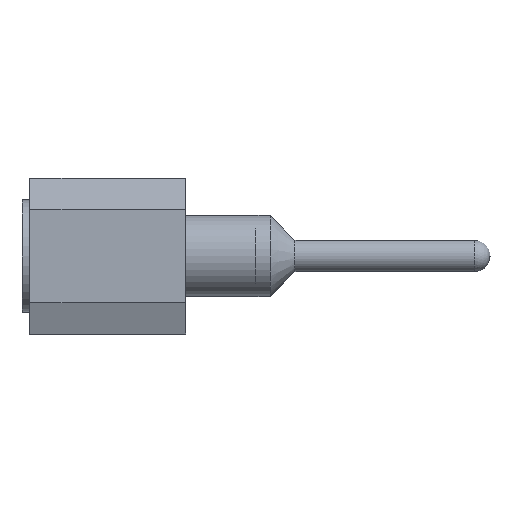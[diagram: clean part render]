
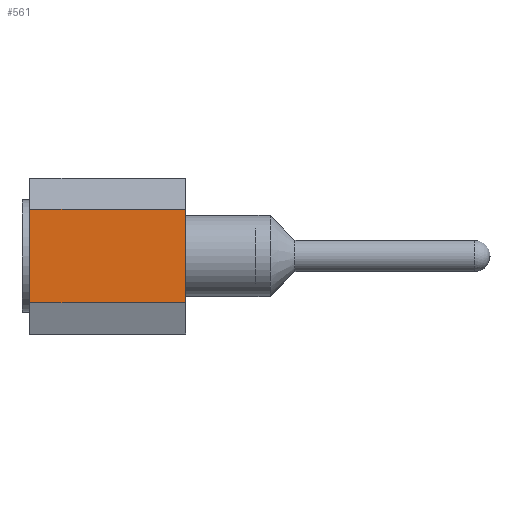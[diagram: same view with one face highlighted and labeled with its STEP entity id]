
A CAD part, left-side view. The second image highlights one B-rep face of the part: STEP entity #561.
In plain terms, the highlighted planar face has unit normal (-1, 0, 0).
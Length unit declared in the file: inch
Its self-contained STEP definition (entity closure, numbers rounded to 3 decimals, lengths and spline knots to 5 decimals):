
#561 = ADVANCED_FACE( '', ( #1173 ), #1174, .F. );
#1173 = FACE_OUTER_BOUND( '', #2031, .T. );
#1174 = PLANE( '', #2032 );
#2031 = EDGE_LOOP( '', ( #2980, #2981, #2982, #2983 ) );
#2032 = AXIS2_PLACEMENT_3D( '', #2984, #2985, #2986 );
#2980 = ORIENTED_EDGE( '', *, *, #4945, .T. );
#2981 = ORIENTED_EDGE( '', *, *, #4946, .T. );
#2982 = ORIENTED_EDGE( '', *, *, #4907, .F. );
#2983 = ORIENTED_EDGE( '', *, *, #4947, .F. );
#2984 = CARTESIAN_POINT( '', ( 0., 0.07, -0.05 ) );
#2985 = DIRECTION( '', ( 1., 0., 0. ) );
#2986 = DIRECTION( '', ( 0., 0., -1. ) );
#4907 = EDGE_CURVE( '', #5748, #5744, #5750, .T. );
#4945 = EDGE_CURVE( '', #5814, #5815, #5816, .T. );
#4946 = EDGE_CURVE( '', #5815, #5744, #5817, .T. );
#4947 = EDGE_CURVE( '', #5814, #5748, #5818, .T. );
#5744 = VERTEX_POINT( '', #6975 );
#5748 = VERTEX_POINT( '', #6981 );
#5750 = LINE( '', #6984, #6985 );
#5814 = VERTEX_POINT( '', #7068 );
#5815 = VERTEX_POINT( '', #7069 );
#5816 = LINE( '', #7070, #7071 );
#5817 = LINE( '', #7072, #7073 );
#5818 = LINE( '', #7074, #7075 );
#6975 = CARTESIAN_POINT( '', ( 0., 0., 0.03 ) );
#6981 = CARTESIAN_POINT( '', ( 0., 0.1, 0.03 ) );
#6984 = CARTESIAN_POINT( '', ( 0., 0.1, 0.03 ) );
#6985 = VECTOR( '', #8511, 39.37008 );
#7068 = CARTESIAN_POINT( '', ( 0., 0.1, -0.03 ) );
#7069 = CARTESIAN_POINT( '', ( 0., 0., -0.03 ) );
#7070 = CARTESIAN_POINT( '', ( 0., 0.1, -0.03 ) );
#7071 = VECTOR( '', #8555, 39.37008 );
#7072 = CARTESIAN_POINT( '', ( 0., 0., -0.05 ) );
#7073 = VECTOR( '', #8556, 39.37008 );
#7074 = CARTESIAN_POINT( '', ( 0., 0.1, -0.05 ) );
#7075 = VECTOR( '', #8557, 39.37008 );
#8511 = DIRECTION( '', ( 0., -1., 0. ) );
#8555 = DIRECTION( '', ( 0., -1., 0. ) );
#8556 = DIRECTION( '', ( 0., 0., 1. ) );
#8557 = DIRECTION( '', ( 0., 0., 1. ) );
